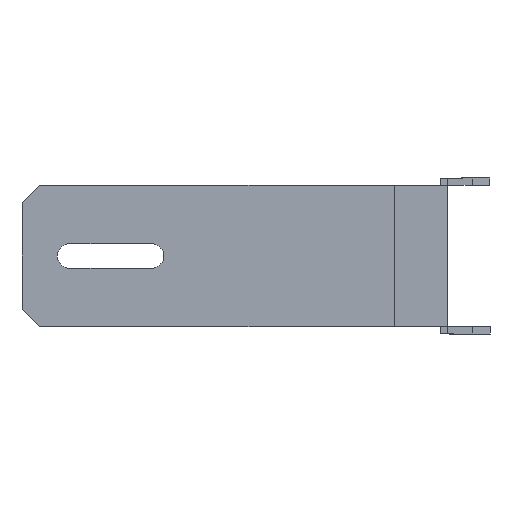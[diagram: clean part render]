
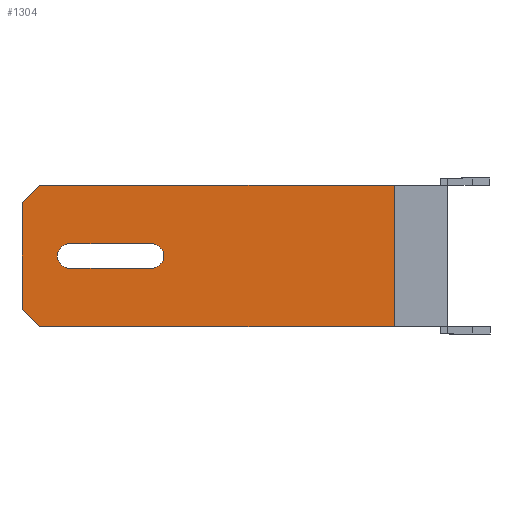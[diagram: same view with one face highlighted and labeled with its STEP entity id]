
A CAD part, left-side view. The second image highlights one B-rep face of the part: STEP entity #1304.
In plain terms, the highlighted planar face has unit normal (-1, 0, 0).
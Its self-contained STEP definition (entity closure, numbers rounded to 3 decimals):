
#11 = CARTESIAN_POINT ( 'NONE',  ( -117., 13., 40. ) ) ;
#27 = CARTESIAN_POINT ( 'NONE',  ( -117., 118., 35. ) ) ;
#29 = DIRECTION ( 'NONE',  ( 0., 0.707, -0.707 ) ) ;
#31 = VECTOR ( 'NONE', #879, 1000. ) ;
#80 = VECTOR ( 'NONE', #29, 1000. ) ;
#102 = CIRCLE ( 'NONE', #1481, 3.5 ) ;
#111 = CIRCLE ( 'NONE', #1349, 3.5 ) ;
#126 = LINE ( 'NONE', #1918, #31 ) ;
#154 = DIRECTION ( 'NONE',  ( 0., 1., 0. ) ) ;
#190 = FACE_OUTER_BOUND ( 'NONE', #1653, .T. ) ;
#192 = VECTOR ( 'NONE', #2088, 1000. ) ;
#205 = VECTOR ( 'NONE', #2080, 1000. ) ;
#206 = LINE ( 'NONE', #863, #192 ) ;
#215 = LINE ( 'NONE', #1339, #205 ) ;
#279 = EDGE_CURVE ( 'NONE', #1348, #1770, #215, .T. ) ;
#291 = EDGE_CURVE ( 'NONE', #1642, #1348, #206, .T. ) ;
#309 = CARTESIAN_POINT ( 'NONE',  ( -117., 15., 0. ) ) ;
#321 = CARTESIAN_POINT ( 'NONE',  ( -117., 15., 40. ) ) ;
#342 = CARTESIAN_POINT ( 'NONE',  ( -117., 81.5, 16.5 ) ) ;
#387 = CARTESIAN_POINT ( 'NONE',  ( -117., 15., 40. ) ) ;
#404 = VECTOR ( 'NONE', #2071, 1000. ) ;
#407 = ORIENTED_EDGE ( 'NONE', *, *, #770, .T. ) ;
#481 = LINE ( 'NONE', #534, #839 ) ;
#482 = CARTESIAN_POINT ( 'NONE',  ( -117., 15., 0. ) ) ;
#488 = EDGE_CURVE ( 'NONE', #970, #1624, #111, .T. ) ;
#490 = EDGE_CURVE ( 'NONE', #1182, #1784, #102, .T. ) ;
#508 = ORIENTED_EDGE ( 'NONE', *, *, #488, .T. ) ;
#534 = CARTESIAN_POINT ( 'NONE',  ( -117., 13., 40. ) ) ;
#587 = CARTESIAN_POINT ( 'NONE',  ( -117., 104.5, 16.5 ) ) ;
#624 = DIRECTION ( 'NONE',  ( 0., 0., -1. ) ) ;
#664 = CARTESIAN_POINT ( 'NONE',  ( -117., 13., 0. ) ) ;
#684 = CARTESIAN_POINT ( 'NONE',  ( -117., 15., 40. ) ) ;
#697 = ORIENTED_EDGE ( 'NONE', *, *, #490, .T. ) ;
#762 = LINE ( 'NONE', #309, #1665 ) ;
#770 = EDGE_CURVE ( 'NONE', #1624, #1182, #2043, .T. ) ;
#820 = ORIENTED_EDGE ( 'NONE', *, *, #1078, .T. ) ;
#839 = VECTOR ( 'NONE', #1215, 1000. ) ;
#860 = CARTESIAN_POINT ( 'NONE',  ( -117., 15., 0. ) ) ;
#863 = CARTESIAN_POINT ( 'NONE',  ( -117., 118., 40. ) ) ;
#878 = DIRECTION ( 'NONE',  ( 0., -1., 0. ) ) ;
#879 = DIRECTION ( 'NONE',  ( 0., 1., 0. ) ) ;
#908 = LINE ( 'NONE', #860, #1548 ) ;
#929 = LINE ( 'NONE', #27, #80 ) ;
#964 = EDGE_LOOP ( 'NONE', ( #407, #697, #1160, #508 ) ) ;
#970 = VERTEX_POINT ( 'NONE', #1092 ) ;
#977 = VECTOR ( 'NONE', #1518, 1000. ) ;
#1015 = CARTESIAN_POINT ( 'NONE',  ( -117., 104.5, 23.5 ) ) ;
#1025 = CARTESIAN_POINT ( 'NONE',  ( -117., 113., 0. ) ) ;
#1034 = CARTESIAN_POINT ( 'NONE',  ( -117., 104.5, 23.5 ) ) ;
#1078 = EDGE_CURVE ( 'NONE', #1770, #1205, #908, .T. ) ;
#1092 = CARTESIAN_POINT ( 'NONE',  ( -117., 81.5, 23.5 ) ) ;
#1093 = CARTESIAN_POINT ( 'NONE',  ( -117., 118., 35. ) ) ;
#1106 = ORIENTED_EDGE ( 'NONE', *, *, #1981, .F. ) ;
#1118 = CARTESIAN_POINT ( 'NONE',  ( -117., 118., 5. ) ) ;
#1142 = FACE_BOUND ( 'NONE', #964, .T. ) ;
#1144 = ORIENTED_EDGE ( 'NONE', *, *, #1295, .T. ) ;
#1156 = ORIENTED_EDGE ( 'NONE', *, *, #279, .T. ) ;
#1160 = ORIENTED_EDGE ( 'NONE', *, *, #1499, .T. ) ;
#1182 = VERTEX_POINT ( 'NONE', #587 ) ;
#1192 = ORIENTED_EDGE ( 'NONE', *, *, #1397, .T. ) ;
#1200 = VECTOR ( 'NONE', #1910, 1000. ) ;
#1205 = VERTEX_POINT ( 'NONE', #482 ) ;
#1215 = DIRECTION ( 'NONE',  ( 0., 0., -1. ) ) ;
#1295 = EDGE_CURVE ( 'NONE', #1430, #1642, #929, .T. ) ;
#1304 = ADVANCED_FACE ( 'NONE', ( #1142, #190 ), #2127, .F. ) ;
#1339 = CARTESIAN_POINT ( 'NONE',  ( -117., 113., 0. ) ) ;
#1348 = VERTEX_POINT ( 'NONE', #1118 ) ;
#1349 = AXIS2_PLACEMENT_3D ( 'NONE', #1891, #1890, #1889 ) ;
#1354 = LINE ( 'NONE', #1015, #1200 ) ;
#1397 = EDGE_CURVE ( 'NONE', #1605, #1708, #126, .T. ) ;
#1430 = VERTEX_POINT ( 'NONE', #1858 ) ;
#1481 = AXIS2_PLACEMENT_3D ( 'NONE', #1877, #1875, #1870 ) ;
#1496 = CARTESIAN_POINT ( 'NONE',  ( -117., 104.5, 16.5 ) ) ;
#1499 = EDGE_CURVE ( 'NONE', #1784, #970, #1354, .T. ) ;
#1518 = DIRECTION ( 'NONE',  ( 0., 1., 0. ) ) ;
#1519 = ORIENTED_EDGE ( 'NONE', *, *, #1861, .F. ) ;
#1548 = VECTOR ( 'NONE', #878, 1000. ) ;
#1605 = VERTEX_POINT ( 'NONE', #11 ) ;
#1624 = VERTEX_POINT ( 'NONE', #342 ) ;
#1642 = VERTEX_POINT ( 'NONE', #1093 ) ;
#1653 = EDGE_LOOP ( 'NONE', ( #1683, #1156, #820, #1106, #1664, #1192, #1519, #1144 ) ) ;
#1664 = ORIENTED_EDGE ( 'NONE', *, *, #2102, .F. ) ;
#1665 = VECTOR ( 'NONE', #154, 1000. ) ;
#1683 = ORIENTED_EDGE ( 'NONE', *, *, #291, .T. ) ;
#1708 = VERTEX_POINT ( 'NONE', #387 ) ;
#1770 = VERTEX_POINT ( 'NONE', #1025 ) ;
#1784 = VERTEX_POINT ( 'NONE', #1034 ) ;
#1819 = VERTEX_POINT ( 'NONE', #664 ) ;
#1858 = CARTESIAN_POINT ( 'NONE',  ( -117., 113., 40. ) ) ;
#1861 = EDGE_CURVE ( 'NONE', #1430, #1708, #2069, .T. ) ;
#1870 = DIRECTION ( 'NONE',  ( 0., 0., -1. ) ) ;
#1875 = DIRECTION ( 'NONE',  ( 1., 0., 0. ) ) ;
#1877 = CARTESIAN_POINT ( 'NONE',  ( -117., 104.5, 20. ) ) ;
#1889 = DIRECTION ( 'NONE',  ( 0., 0., -1. ) ) ;
#1890 = DIRECTION ( 'NONE',  ( 1., 0., 0. ) ) ;
#1891 = CARTESIAN_POINT ( 'NONE',  ( -117., 81.5, 20. ) ) ;
#1910 = DIRECTION ( 'NONE',  ( 0., -1., 0. ) ) ;
#1918 = CARTESIAN_POINT ( 'NONE',  ( -117., 15., 40. ) ) ;
#1981 = EDGE_CURVE ( 'NONE', #1819, #1205, #762, .T. ) ;
#1988 = DIRECTION ( 'NONE',  ( 1., 0., 0. ) ) ;
#2043 = LINE ( 'NONE', #1496, #977 ) ;
#2069 = LINE ( 'NONE', #321, #404 ) ;
#2071 = DIRECTION ( 'NONE',  ( 0., -1., 0. ) ) ;
#2080 = DIRECTION ( 'NONE',  ( 0., -0.707, -0.707 ) ) ;
#2088 = DIRECTION ( 'NONE',  ( 0., 0., -1. ) ) ;
#2102 = EDGE_CURVE ( 'NONE', #1605, #1819, #481, .T. ) ;
#2127 = PLANE ( 'NONE',  #2145 ) ;
#2145 = AXIS2_PLACEMENT_3D ( 'NONE', #684, #1988, #624 ) ;
